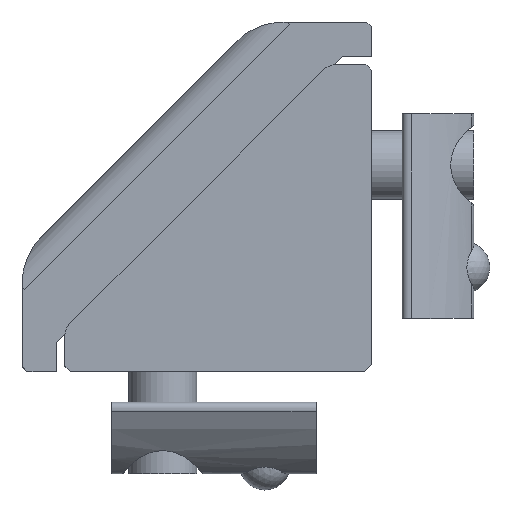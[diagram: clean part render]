
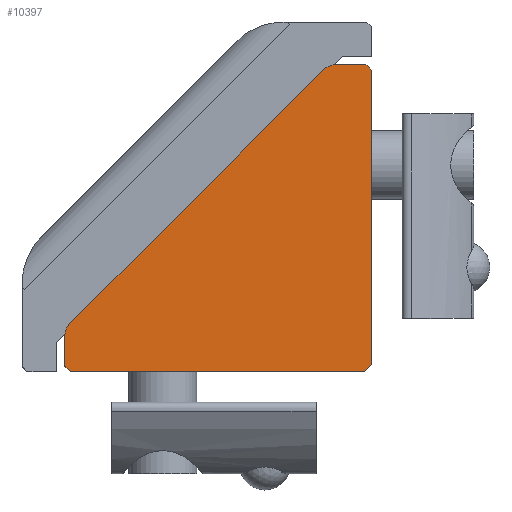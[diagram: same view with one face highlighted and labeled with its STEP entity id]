
A CAD part, top view. The second image highlights one B-rep face of the part: STEP entity #10397.
In plain terms, the highlighted planar face has unit normal (0, 0, 1).
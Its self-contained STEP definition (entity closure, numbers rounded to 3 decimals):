
#5497=PLANE('',#10028);
#5659=VECTOR('',#9001,1.);
#5672=VECTOR('',#9016,1.);
#5673=VECTOR('',#9017,1.);
#5674=VECTOR('',#9018,1.);
#5675=VECTOR('',#9019,1.);
#5676=VECTOR('',#9020,1.);
#5677=VECTOR('',#9021,1.);
#5678=VECTOR('',#9026,1.);
#6059=LINE('',#10650,#5659);
#6072=LINE('',#10676,#5672);
#6073=LINE('',#10678,#5673);
#6074=LINE('',#10680,#5674);
#6075=LINE('',#10682,#5675);
#6076=LINE('',#10684,#5676);
#6077=LINE('',#10686,#5677);
#6078=LINE('',#10690,#5678);
#6484=ORIENTED_EDGE('',*,*,#7975,.F.);
#6485=ORIENTED_EDGE('',*,*,#7976,.F.);
#6486=ORIENTED_EDGE('',*,*,#7977,.F.);
#6487=ORIENTED_EDGE('',*,*,#7978,.F.);
#6488=ORIENTED_EDGE('',*,*,#7979,.F.);
#6489=ORIENTED_EDGE('',*,*,#7980,.F.);
#6490=ORIENTED_EDGE('',*,*,#7981,.F.);
#6491=ORIENTED_EDGE('',*,*,#7962,.F.);
#6492=ORIENTED_EDGE('',*,*,#7982,.F.);
#6493=ORIENTED_EDGE('',*,*,#7983,.F.);
#7511=CIRCLE('',#10029,1.);
#7512=CIRCLE('',#10030,1.);
#7605=VERTEX_POINT('',#10648);
#7606=VERTEX_POINT('',#10649);
#7617=VERTEX_POINT('',#10674);
#7618=VERTEX_POINT('',#10675);
#7619=VERTEX_POINT('',#10677);
#7620=VERTEX_POINT('',#10679);
#7621=VERTEX_POINT('',#10681);
#7622=VERTEX_POINT('',#10683);
#7623=VERTEX_POINT('',#10685);
#7624=VERTEX_POINT('',#10688);
#7962=EDGE_CURVE('',#7605,#7606,#6059,.T.);
#7975=EDGE_CURVE('',#7617,#7618,#6072,.T.);
#7976=EDGE_CURVE('',#7619,#7617,#6073,.T.);
#7977=EDGE_CURVE('',#7620,#7619,#6074,.T.);
#7978=EDGE_CURVE('',#7621,#7620,#6075,.T.);
#7979=EDGE_CURVE('',#7622,#7621,#6076,.T.);
#7980=EDGE_CURVE('',#7623,#7622,#6077,.T.);
#7981=EDGE_CURVE('',#7606,#7623,#7511,.T.);
#7982=EDGE_CURVE('',#7624,#7605,#7512,.T.);
#7983=EDGE_CURVE('',#7618,#7624,#6078,.T.);
#8482=EDGE_LOOP('',(#6484,#6485,#6486,#6487,#6488,#6489,#6490,#6491,#6492,
#6493));
#8730=FACE_BOUND('',#8482,.T.);
#9001=DIRECTION('',(14.908,14.908,0.));
#9014=DIRECTION('',(0.,0.,1.));
#9015=DIRECTION('',(0.,-1.,0.));
#9016=DIRECTION('',(-0.322,0.322,0.));
#9017=DIRECTION('',(-17.253,0.,0.));
#9018=DIRECTION('',(-0.424,-0.424,0.));
#9019=DIRECTION('',(0.,-17.253,0.));
#9020=DIRECTION('',(0.322,-0.322,0.));
#9021=DIRECTION('',(1.77,0.,0.));
#9022=DIRECTION('',(0.,0.,-1.));
#9023=DIRECTION('',(-0.707,0.707,0.));
#9024=DIRECTION('',(0.,0.,-1.));
#9025=DIRECTION('',(-1.,0.,0.));
#9026=DIRECTION('',(0.,1.77,0.));
#10028=AXIS2_PLACEMENT_3D('',#10673,#9014,#9015);
#10029=AXIS2_PLACEMENT_3D('',#10687,#9022,#9023);
#10030=AXIS2_PLACEMENT_3D('',#10689,#9024,#9025);
#10397=ADVANCED_FACE('',(#8730),#5497,.T.);
#10648=CARTESIAN_POINT('',(-17.707,2.799,9.));
#10649=CARTESIAN_POINT('',(-2.799,17.707,9.));
#10650=CARTESIAN_POINT('',(-17.707,2.799,9.));
#10673=CARTESIAN_POINT('',(0.,0.,9.));
#10674=CARTESIAN_POINT('',(-17.678,0.,9.));
#10675=CARTESIAN_POINT('',(-18.,0.322,9.));
#10676=CARTESIAN_POINT('',(-17.678,0.,9.));
#10677=CARTESIAN_POINT('',(-0.424,0.,9.));
#10678=CARTESIAN_POINT('',(-0.424,0.,9.));
#10679=CARTESIAN_POINT('',(0.,0.424,9.));
#10680=CARTESIAN_POINT('',(0.,0.424,9.));
#10681=CARTESIAN_POINT('',(0.,17.678,9.));
#10682=CARTESIAN_POINT('',(0.,17.678,9.));
#10683=CARTESIAN_POINT('',(-0.322,18.,9.));
#10684=CARTESIAN_POINT('',(-0.322,18.,9.));
#10685=CARTESIAN_POINT('',(-2.092,18.,9.));
#10686=CARTESIAN_POINT('',(-2.092,18.,9.));
#10687=CARTESIAN_POINT('',(-2.092,17.,9.));
#10688=CARTESIAN_POINT('',(-18.,2.092,9.));
#10689=CARTESIAN_POINT('',(-17.,2.092,9.));
#10690=CARTESIAN_POINT('',(-18.,0.322,9.));
